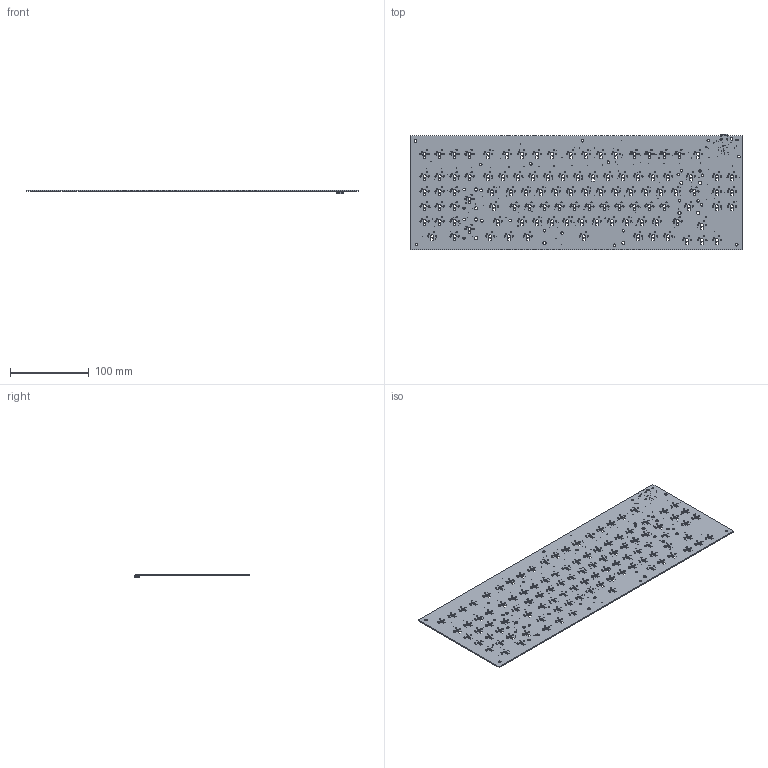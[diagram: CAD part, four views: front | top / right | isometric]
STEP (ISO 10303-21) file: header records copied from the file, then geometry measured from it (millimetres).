
FILE_DESCRIPTION(('KiCad electronic assembly'),'2;1');
FILE_NAME('PCB without components.step','2025-07-29T20:03:48',('Pcbnew') ,('Kicad'),'Open CASCADE STEP processor 7.8','KiCad to STEP converter' ,'Unknown');
FILE_SCHEMA(('AUTOMOTIVE_DESIGN { 1 0 10303 214 1 1 1 1 }'));
Length unit declared in the file: millimetre
Products named in the file (3): PCB without components 1; USB-3.1-SMD_16P-L8.9-W7.3-H3.3-P0.5; kaypaw96_PCB
Assembly tree (2 placements, depth 2):
  PCB without components 1
    USB-3.1-SMD_16P-L8.9-W7.3-H3.3-P0.5
    kaypaw96_PCB
Bounding box: 421.9 x 146.97 x 4.85 mm (x, y, z)
Volume: 87177.4 mm3; surface area: 125526.2 mm2
Topology: 2 solids, 2 shells, 2008 faces, 5618 edges, 3654 vertices
Faces by surface type: cylinder 941, plane 829, torus 116, bspline 116, revolution 6
Full cylindrical faces by diameter (mm): 0.3 x187, 0.65 x2, 1.2 x2, 1.5 x210, 1.7 x210, 3.05 x10, 3.3 x18, 4 x115
Entity records: 75415 total; most frequent: CARTESIAN_POINT 13495, ORIENTED_EDGE 11232, DIRECTION 11198, EDGE_CURVE 5616, AXIS2_PLACEMENT_3D 3923, FACE_BOUND 3780, EDGE_LOOP 3780, VERTEX_POINT 3654
